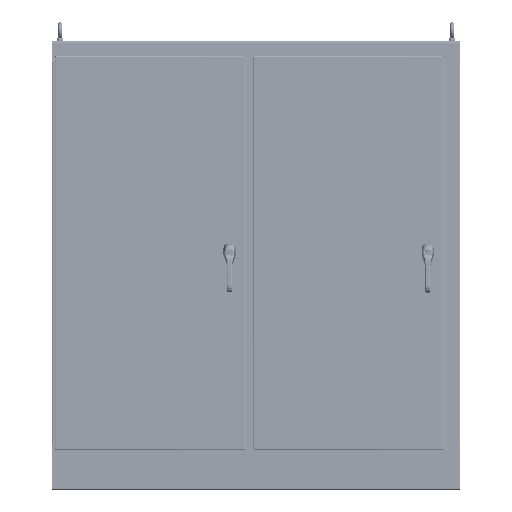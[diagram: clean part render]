
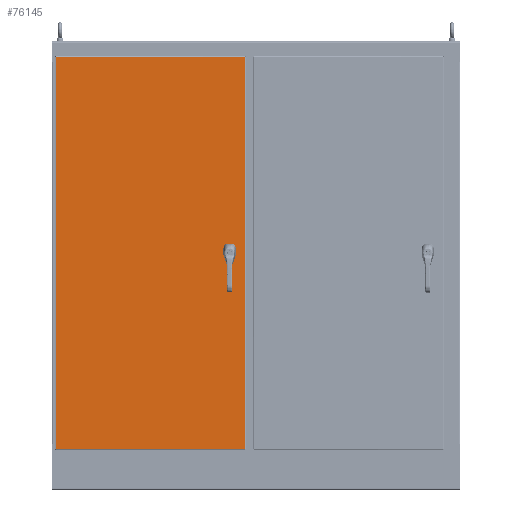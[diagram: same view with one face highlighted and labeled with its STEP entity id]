
A CAD part, top view. The second image highlights one B-rep face of the part: STEP entity #76145.
In plain terms, the highlighted planar face has unit normal (0, 0, 1).
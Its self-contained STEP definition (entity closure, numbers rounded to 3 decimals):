
#4491=FACE_BOUND('',#12362,.T.);
#4492=FACE_BOUND('',#12363,.T.);
#4493=FACE_BOUND('',#12364,.T.);
#4494=FACE_BOUND('',#12365,.T.);
#5309=PLANE('',#83615);
#7608=FACE_OUTER_BOUND('',#12361,.T.);
#12361=EDGE_LOOP('',(#55693,#55694,#55695,#55696));
#12362=EDGE_LOOP('',(#55697,#55698,#55699,#55700,#55701,#55702,#55703,#55704));
#12363=EDGE_LOOP('',(#55705));
#12364=EDGE_LOOP('',(#55706));
#12365=EDGE_LOOP('',(#55707));
#17740=LINE('',#128938,#23106);
#17744=LINE('',#128950,#23110);
#17748=LINE('',#128962,#23114);
#17752=LINE('',#128974,#23118);
#17758=LINE('',#129013,#23124);
#17774=LINE('',#129134,#23140);
#17781=LINE('',#129237,#23147);
#17786=LINE('',#129336,#23152);
#23106=VECTOR('',#96138,0.394);
#23110=VECTOR('',#96150,0.394);
#23114=VECTOR('',#96162,0.394);
#23118=VECTOR('',#96174,0.394);
#23124=VECTOR('',#96206,0.394);
#23140=VECTOR('',#96236,0.394);
#23147=VECTOR('',#96253,0.394);
#23152=VECTOR('',#96264,0.394);
#27704=CIRCLE('',#83573,0.453);
#27706=CIRCLE('',#83577,0.453);
#27708=CIRCLE('',#83581,0.453);
#27710=CIRCLE('',#83585,0.453);
#27711=CIRCLE('',#83587,0.14);
#27713=CIRCLE('',#83590,0.14);
#27715=CIRCLE('',#83593,0.14);
#33020=VERTEX_POINT('',#128935);
#33021=VERTEX_POINT('',#128937);
#33023=VERTEX_POINT('',#128943);
#33025=VERTEX_POINT('',#128949);
#33027=VERTEX_POINT('',#128955);
#33029=VERTEX_POINT('',#128961);
#33031=VERTEX_POINT('',#128967);
#33033=VERTEX_POINT('',#128973);
#33034=VERTEX_POINT('',#128980);
#33036=VERTEX_POINT('',#128986);
#33038=VERTEX_POINT('',#128992);
#33042=VERTEX_POINT('',#129001);
#33043=VERTEX_POINT('',#129012);
#33053=VERTEX_POINT('',#129123);
#33056=VERTEX_POINT('',#129226);
#41173=EDGE_CURVE('',#33021,#33020,#17740,.T.);
#41176=EDGE_CURVE('',#33023,#33021,#27704,.T.);
#41179=EDGE_CURVE('',#33025,#33023,#17744,.T.);
#41182=EDGE_CURVE('',#33027,#33025,#27706,.T.);
#41185=EDGE_CURVE('',#33029,#33027,#17748,.T.);
#41188=EDGE_CURVE('',#33031,#33029,#27708,.T.);
#41191=EDGE_CURVE('',#33033,#33031,#17752,.T.);
#41194=EDGE_CURVE('',#33020,#33033,#27710,.T.);
#41195=EDGE_CURVE('',#33034,#33034,#27711,.T.);
#41198=EDGE_CURVE('',#33036,#33036,#27713,.T.);
#41201=EDGE_CURVE('',#33038,#33038,#27715,.T.);
#41206=EDGE_CURVE('',#33043,#33042,#17758,.T.);
#41226=EDGE_CURVE('',#33042,#33053,#17774,.T.);
#41237=EDGE_CURVE('',#33053,#33056,#17781,.T.);
#41246=EDGE_CURVE('',#33056,#33043,#17786,.T.);
#55693=ORIENTED_EDGE('',*,*,#41206,.T.);
#55694=ORIENTED_EDGE('',*,*,#41226,.T.);
#55695=ORIENTED_EDGE('',*,*,#41237,.T.);
#55696=ORIENTED_EDGE('',*,*,#41246,.T.);
#55697=ORIENTED_EDGE('',*,*,#41173,.T.);
#55698=ORIENTED_EDGE('',*,*,#41194,.T.);
#55699=ORIENTED_EDGE('',*,*,#41191,.T.);
#55700=ORIENTED_EDGE('',*,*,#41188,.T.);
#55701=ORIENTED_EDGE('',*,*,#41185,.T.);
#55702=ORIENTED_EDGE('',*,*,#41182,.T.);
#55703=ORIENTED_EDGE('',*,*,#41179,.T.);
#55704=ORIENTED_EDGE('',*,*,#41176,.T.);
#55705=ORIENTED_EDGE('',*,*,#41195,.T.);
#55706=ORIENTED_EDGE('',*,*,#41198,.T.);
#55707=ORIENTED_EDGE('',*,*,#41201,.T.);
#76145=ADVANCED_FACE('',(#7608,#4491,#4492,#4493,#4494),#5309,.T.);
#83573=AXIS2_PLACEMENT_3D('',#128944,#96144,#96145);
#83577=AXIS2_PLACEMENT_3D('',#128956,#96156,#96157);
#83581=AXIS2_PLACEMENT_3D('',#128968,#96168,#96169);
#83585=AXIS2_PLACEMENT_3D('',#128978,#96180,#96181);
#83587=AXIS2_PLACEMENT_3D('',#128981,#96184,#96185);
#83590=AXIS2_PLACEMENT_3D('',#128987,#96191,#96192);
#83593=AXIS2_PLACEMENT_3D('',#128993,#96198,#96199);
#83615=AXIS2_PLACEMENT_3D('',#129424,#96278,#96279);
#96138=DIRECTION('',(0.,1.,0.));
#96144=DIRECTION('center_axis',(0.,0.,-1.));
#96145=DIRECTION('ref_axis',(-0.882,-0.471,0.));
#96150=DIRECTION('',(-1.,0.,0.));
#96156=DIRECTION('center_axis',(0.,0.,-1.));
#96157=DIRECTION('ref_axis',(0.471,-0.882,0.));
#96162=DIRECTION('',(0.,-1.,0.));
#96168=DIRECTION('center_axis',(0.,0.,-1.));
#96169=DIRECTION('ref_axis',(0.882,0.471,0.));
#96174=DIRECTION('',(1.,0.,0.));
#96180=DIRECTION('center_axis',(0.,0.,-1.));
#96181=DIRECTION('ref_axis',(-0.471,0.882,0.));
#96184=DIRECTION('center_axis',(0.,0.,-1.));
#96185=DIRECTION('ref_axis',(-1.,0.,0.));
#96191=DIRECTION('center_axis',(0.,0.,-1.));
#96192=DIRECTION('ref_axis',(-1.,0.,0.));
#96198=DIRECTION('center_axis',(0.,0.,-1.));
#96199=DIRECTION('ref_axis',(-1.,0.,0.));
#96206=DIRECTION('',(0.,1.,0.));
#96236=DIRECTION('',(-1.,0.,0.));
#96253=DIRECTION('',(0.,-1.,0.));
#96264=DIRECTION('',(1.,0.,0.));
#96278=DIRECTION('center_axis',(0.,0.,1.));
#96279=DIRECTION('ref_axis',(1.,0.,0.));
#128935=CARTESIAN_POINT('',(12.319,0.214,0.104));
#128937=CARTESIAN_POINT('',(12.319,-0.214,0.104));
#128938=CARTESIAN_POINT('',(12.319,0.107,0.104));
#128943=CARTESIAN_POINT('',(12.505,-0.399,0.104));
#128944=CARTESIAN_POINT('Origin',(12.719,0.,
0.104));
#128949=CARTESIAN_POINT('',(12.932,-0.399,0.104));
#128950=CARTESIAN_POINT('',(6.253,-0.4,0.104));
#128955=CARTESIAN_POINT('',(13.118,-0.214,0.104));
#128956=CARTESIAN_POINT('Origin',(12.719,0.,0.104));
#128961=CARTESIAN_POINT('',(13.118,0.214,0.104));
#128962=CARTESIAN_POINT('',(13.118,-0.107,0.104));
#128967=CARTESIAN_POINT('',(12.932,0.4,0.104));
#128968=CARTESIAN_POINT('Origin',(12.719,0.,0.104));
#128973=CARTESIAN_POINT('',(12.505,0.4,0.104));
#128974=CARTESIAN_POINT('',(6.466,0.399,0.104));
#128978=CARTESIAN_POINT('Origin',(12.719,0.,
0.104));
#128980=CARTESIAN_POINT('',(12.859,0.885,0.104));
#128981=CARTESIAN_POINT('Origin',(12.719,0.885,0.104));
#128986=CARTESIAN_POINT('',(12.859,-0.886,0.104));
#128987=CARTESIAN_POINT('Origin',(12.719,-0.886,0.104));
#128992=CARTESIAN_POINT('',(12.859,-1.378,0.104));
#128993=CARTESIAN_POINT('Origin',(12.719,-1.378,0.104));
#129001=CARTESIAN_POINT('',(15.209,31.49,0.104));
#129012=CARTESIAN_POINT('',(15.209,-31.49,0.104));
#129013=CARTESIAN_POINT('',(15.209,-15.745,0.104));
#129123=CARTESIAN_POINT('',(-15.209,31.49,0.104));
#129134=CARTESIAN_POINT('',(7.604,31.49,0.104));
#129226=CARTESIAN_POINT('',(-15.209,-31.49,0.104));
#129237=CARTESIAN_POINT('',(-15.209,15.745,0.104));
#129336=CARTESIAN_POINT('',(-7.604,-31.49,0.104));
#129424=CARTESIAN_POINT('Origin',(0.,0.,
0.104));
